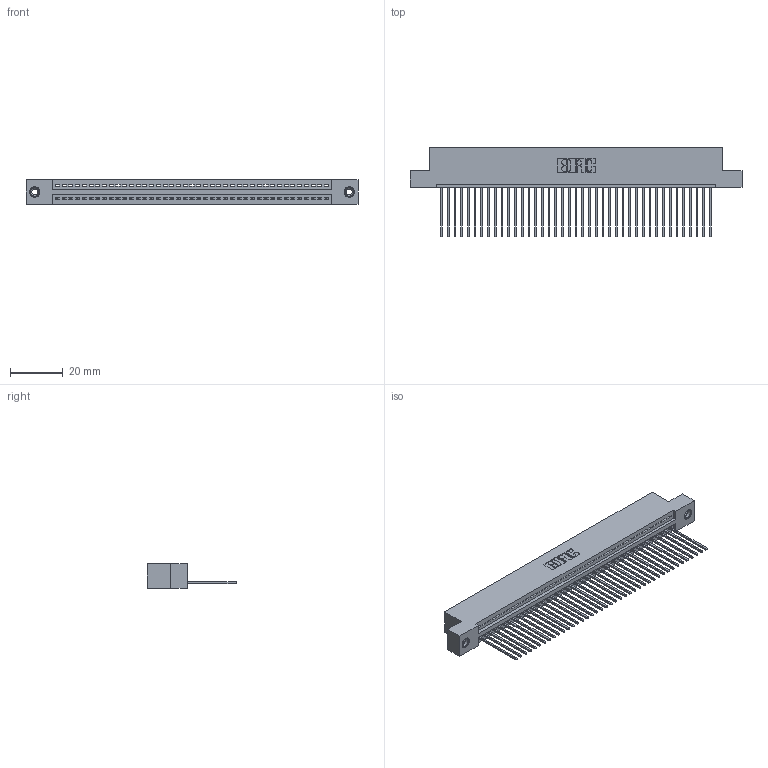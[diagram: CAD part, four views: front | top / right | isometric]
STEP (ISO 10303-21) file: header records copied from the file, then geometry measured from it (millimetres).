
FILE_DESCRIPTION (( 'STEP AP203' ), '1' );
FILE_NAME ('345-041-541-108.STEP', '2019-10-08T12:36:54', ( '' ), ( '' ), 'SwSTEP 2.0', 'SolidWorks 2016', '' );
FILE_SCHEMA (( 'CONFIG_CONTROL_DESIGN' ));
Length unit declared in the file: inch
Products named in the file (4): 345-041-541-108; 345-292-001_345-293-141; 345 Part_Flush Mounting Lugs - 0.156 Dia-TI; 345-250-001_345-250-003-102
Assembly tree (44 placements, depth 2):
  345-041-541-108
    345 Part_Flush Mounting Lugs - 0.156 Dia-TI
    345-292-001_345-293-141  x41
    345-250-001_345-250-003-102  x2
Bounding box: 125.35 x 33.96 x 9.4 mm (x, y, z)
Volume: 12026.4 mm3; surface area: 16783.6 mm2
Topology: 44 solids, 44 shells, 2564 faces, 7693 edges, 5066 vertices
Faces by surface type: plane 1752, cylinder 796, cone 12, torus 4
Entity records: 32196 total; most frequent: CARTESIAN_POINT 5558, ORIENTED_EDGE 5526, DIRECTION 4883, EDGE_CURVE 2763, VECTOR 2447, LINE 2447, VERTEX_POINT 1836, AXIS2_PLACEMENT_3D 1218
